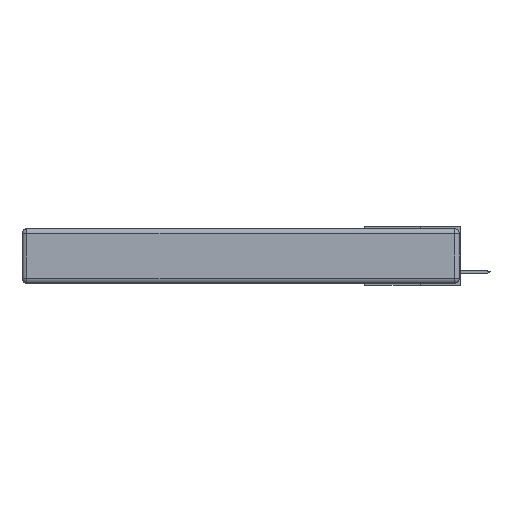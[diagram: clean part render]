
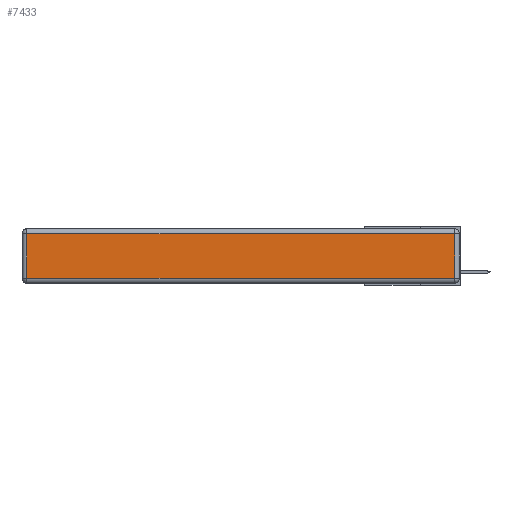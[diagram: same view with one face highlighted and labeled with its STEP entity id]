
A CAD part, left-side view. The second image highlights one B-rep face of the part: STEP entity #7433.
In plain terms, the highlighted planar face has unit normal (-1, 0, 0).
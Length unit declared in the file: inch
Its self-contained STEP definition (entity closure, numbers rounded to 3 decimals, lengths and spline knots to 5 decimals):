
#69 = CARTESIAN_POINT ( 'NONE',  ( 0., 2.72, -0.03 ) ) ;
#103 = CARTESIAN_POINT ( 'NONE',  ( 0., 2.72, -0.313 ) ) ;
#291 = ORIENTED_EDGE ( 'NONE', *, *, #7457, .T. ) ;
#388 = LINE ( 'NONE', #4581, #13327 ) ;
#2028 = DIRECTION ( 'NONE',  ( 0., 1., 0. ) ) ;
#2035 = ORIENTED_EDGE ( 'NONE', *, *, #9100, .T. ) ;
#2912 = VECTOR ( 'NONE', #13374, 39.37008 ) ;
#3314 = FACE_OUTER_BOUND ( 'NONE', #17446, .T. ) ;
#3510 = LINE ( 'NONE', #4094, #17761 ) ;
#4094 = CARTESIAN_POINT ( 'NONE',  ( 0., 0.03, -0.343 ) ) ;
#4581 = CARTESIAN_POINT ( 'NONE',  ( 0., 0., -0.313 ) ) ;
#5486 = CARTESIAN_POINT ( 'NONE',  ( 0., 0., -0.343 ) ) ;
#5610 = DIRECTION ( 'NONE',  ( 0., 0., 1. ) ) ;
#5643 = CARTESIAN_POINT ( 'NONE',  ( 0., 0.03, -0.313 ) ) ;
#5768 = ORIENTED_EDGE ( 'NONE', *, *, #6455, .T. ) ;
#5956 = LINE ( 'NONE', #16056, #2912 ) ;
#6455 = EDGE_CURVE ( 'NONE', #14612, #11765, #5956, .T. ) ;
#6985 = VECTOR ( 'NONE', #2028, 39.37008 ) ;
#7433 = ADVANCED_FACE ( 'NONE', ( #3314 ), #12616, .T. ) ;
#7457 = EDGE_CURVE ( 'NONE', #15120, #18111, #3510, .T. ) ;
#7522 = CARTESIAN_POINT ( 'NONE',  ( 0., 2.75, -0.03 ) ) ;
#8903 = DIRECTION ( 'NONE',  ( 0., -1., 0. ) ) ;
#9100 = EDGE_CURVE ( 'NONE', #11765, #15120, #388, .T. ) ;
#9647 = LINE ( 'NONE', #7522, #6985 ) ;
#10128 = ORIENTED_EDGE ( 'NONE', *, *, #10818, .T. ) ;
#10818 = EDGE_CURVE ( 'NONE', #18111, #14612, #9647, .T. ) ;
#11198 = DIRECTION ( 'NONE',  ( 0., 0., 1. ) ) ;
#11765 = VERTEX_POINT ( 'NONE', #103 ) ;
#12616 = PLANE ( 'NONE',  #15757 ) ;
#13327 = VECTOR ( 'NONE', #8903, 39.37008 ) ;
#13374 = DIRECTION ( 'NONE',  ( 0., 0., -1. ) ) ;
#13948 = DIRECTION ( 'NONE',  ( -1., 0., 0. ) ) ;
#14612 = VERTEX_POINT ( 'NONE', #69 ) ;
#15120 = VERTEX_POINT ( 'NONE', #5643 ) ;
#15757 = AXIS2_PLACEMENT_3D ( 'NONE', #5486, #13948, #11198 ) ;
#16056 = CARTESIAN_POINT ( 'NONE',  ( 0., 2.72, -0.343 ) ) ;
#17446 = EDGE_LOOP ( 'NONE', ( #2035, #291, #10128, #5768 ) ) ;
#17642 = CARTESIAN_POINT ( 'NONE',  ( 0., 0.03, -0.03 ) ) ;
#17761 = VECTOR ( 'NONE', #5610, 39.37008 ) ;
#18111 = VERTEX_POINT ( 'NONE', #17642 ) ;
